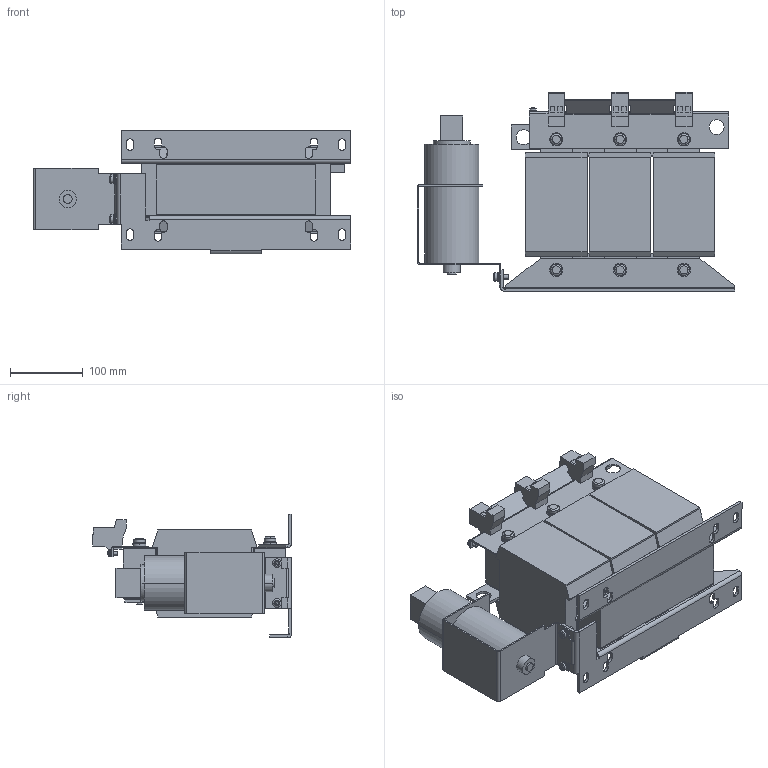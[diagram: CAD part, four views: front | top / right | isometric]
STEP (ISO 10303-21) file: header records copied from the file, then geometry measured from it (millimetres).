
FILE_DESCRIPTION (( 'STEP AP214' ), '1' );
FILE_NAME ('347720.STEP', '2021-04-12T09:35:57', ( '' ), ( '' ), 'SwSTEP 2.0', 'SolidWorks 2018', '' );
FILE_SCHEMA (( 'AUTOMOTIVE_DESIGN' ));
Length unit declared in the file: millimetre
Products named in the file (1): 347720
Bounding box: 437.5 x 274 x 170.5 mm (x, y, z)
Volume: 6713628.3 mm3; surface area: 607262.5 mm2
Topology: 1 solids, 1 shells, 863 faces, 2277 edges, 1436 vertices
Faces by surface type: plane 597, cylinder 217, sphere 18, cone 14, torus 13, bspline 4
Entity records: 26631 total; most frequent: CARTESIAN_POINT 4799, ORIENTED_EDGE 4542, DIRECTION 4517, EDGE_CURVE 2271, LINE 1657, VECTOR 1657, VERTEX_POINT 1436, AXIS2_PLACEMENT_3D 1430
